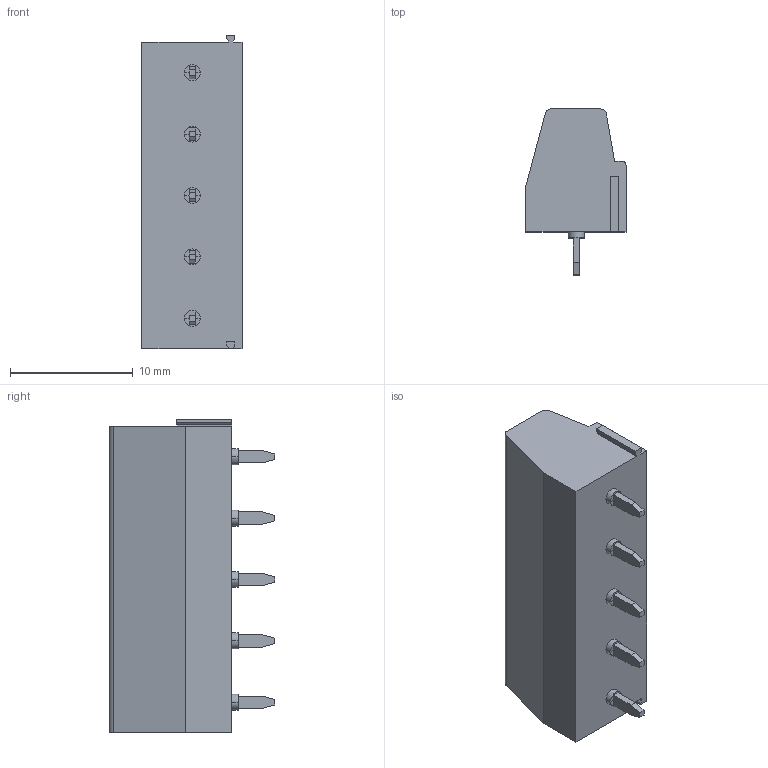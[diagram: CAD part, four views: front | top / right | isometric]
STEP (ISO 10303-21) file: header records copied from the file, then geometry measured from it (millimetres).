
FILE_DESCRIPTION(('FreeCAD Model'),'2;1');
FILE_NAME( 'mkdsn_1_5_006_cp.step', '2019-08-01T19:10:11',('kicad StepUp'),('ksu MCAD'), 'Open CASCADE STEP processor 7.3','FreeCAD','Unknown');
FILE_SCHEMA(('AUTOMOTIVE_DESIGN { 1 0 10303 214 1 1 1 1 }'));
Length unit declared in the file: millimetre
Products named in the file (1): mkdsn_1_5_006_cp
Bounding box: 8.15 x 13.5 x 25.57 mm (x, y, z)
Volume: 1615.2 mm3; surface area: 1376.2 mm2
Topology: 1 solids, 1 shells, 292 faces, 708 edges, 442 vertices
Faces by surface type: plane 232, cylinder 60
Entity records: 10459 total; most frequent: DIRECTION 1464, CARTESIAN_POINT 1443, ORIENTED_EDGE 1416, EDGE_CURVE 708, LINE 538, VECTOR 538, AXIS2_PLACEMENT_3D 463, VERTEX_POINT 442
